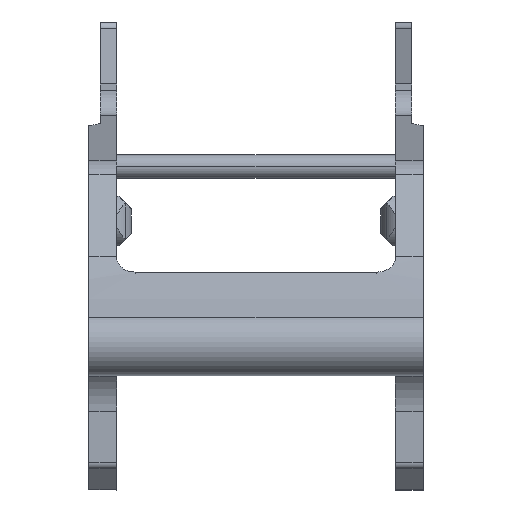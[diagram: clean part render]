
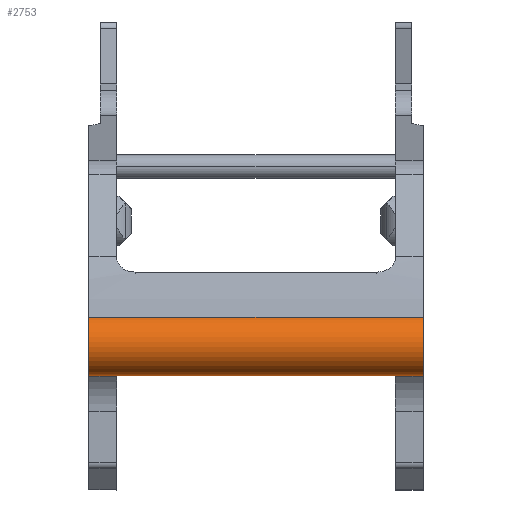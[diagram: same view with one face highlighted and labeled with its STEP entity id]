
A CAD part, top view. The second image highlights one B-rep face of the part: STEP entity #2753.
In plain terms, the highlighted cylindrical face has radius 2.5 mm (diameter 5 mm), a partial arc.
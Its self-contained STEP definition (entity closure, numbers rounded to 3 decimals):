
#1825=AXIS2_PLACEMENT_3D('Circle Axis2P3D',#1823,#1824,$) ;
#2426=AXIS2_PLACEMENT_3D('Circle Axis2P3D',#2424,#2425,$) ;
#2745=AXIS2_PLACEMENT_3D('Cylinder Axis2P3D',#2742,#2743,#2744) ;
#1017=CARTESIAN_POINT('Line Origine',(27.,13.864,52.838)) ;
#1021=CARTESIAN_POINT('Vertex',(27.,13.864,52.838)) ;
#1023=CARTESIAN_POINT('Vertex',(0.,13.864,52.838)) ;
#1820=CARTESIAN_POINT('Vertex',(0.,9.139,51.7)) ;
#1823=CARTESIAN_POINT('Axis2P3D Location',(0.,11.639,51.7)) ;
#2424=CARTESIAN_POINT('Axis2P3D Location',(27.,11.639,51.7)) ;
#2428=CARTESIAN_POINT('Vertex',(27.,9.139,51.7)) ;
#2699=CARTESIAN_POINT('Line Origine',(27.,9.139,51.7)) ;
#2742=CARTESIAN_POINT('Axis2P3D Location',(27.,11.639,51.7)) ;
#1018=DIRECTION('Vector Direction',(1.,0.,0.)) ;
#1824=DIRECTION('Axis2P3D Direction',(1.,0.,0.)) ;
#2425=DIRECTION('Axis2P3D Direction',(1.,0.,0.)) ;
#2700=DIRECTION('Vector Direction',(1.,0.,0.)) ;
#2743=DIRECTION('Axis2P3D Direction',(1.,0.,0.)) ;
#2744=DIRECTION('Axis2P3D XDirection',(0.,1.,0.)) ;
#1019=VECTOR('Line Direction',#1018,1.) ;
#2701=VECTOR('Line Direction',#2700,1.) ;
#2748=ORIENTED_EDGE('',*,*,#2703,.T.) ;
#2749=ORIENTED_EDGE('',*,*,#2430,.F.) ;
#2750=ORIENTED_EDGE('',*,*,#1025,.T.) ;
#2751=ORIENTED_EDGE('',*,*,#1827,.T.) ;
#2753=ADVANCED_FACE('HALTEB\X2\00DC\X0\GEL',(#2752),#2746,.T.) ;
#1826=CIRCLE('generated circle',#1825,2.5) ;
#2427=CIRCLE('generated circle',#2426,2.5) ;
#2746=CYLINDRICAL_SURFACE('generated cylinder',#2745,2.5) ;
#1025=EDGE_CURVE('',#1022,#1024,#1020,.F.) ;
#1827=EDGE_CURVE('',#1024,#1821,#1826,.T.) ;
#2430=EDGE_CURVE('',#1022,#2429,#2427,.T.) ;
#2703=EDGE_CURVE('',#1821,#2429,#2702,.T.) ;
#2747=EDGE_LOOP('',(#2748,#2749,#2750,#2751)) ;
#2752=FACE_OUTER_BOUND('',#2747,.T.) ;
#1020=LINE('Line',#1017,#1019) ;
#2702=LINE('Line',#2699,#2701) ;
#1022=VERTEX_POINT('',#1021) ;
#1024=VERTEX_POINT('',#1023) ;
#1821=VERTEX_POINT('',#1820) ;
#2429=VERTEX_POINT('',#2428) ;
